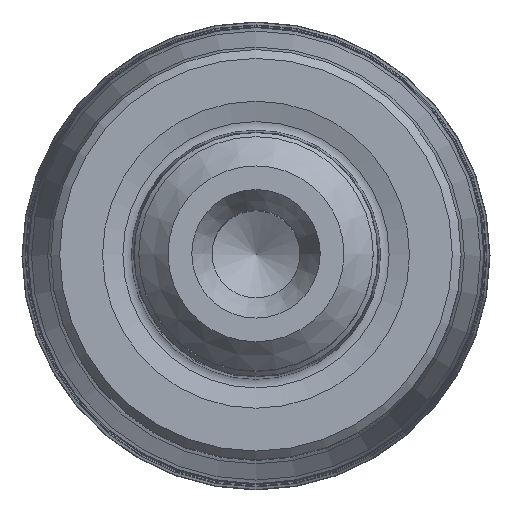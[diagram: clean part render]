
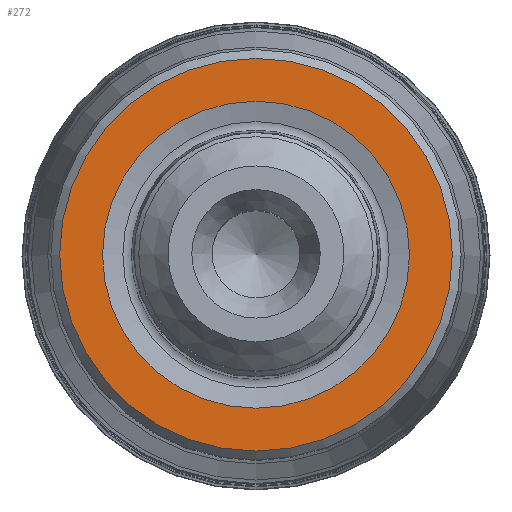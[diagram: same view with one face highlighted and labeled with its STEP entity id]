
A CAD part, top view. The second image highlights one B-rep face of the part: STEP entity #272.
In plain terms, the highlighted planar face has unit normal (0, 0, 1).
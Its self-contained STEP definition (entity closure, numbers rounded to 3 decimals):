
#234=PLANE('',#1177);
#272=ADVANCED_FACE('',(#383,#384),#234,.F.);
#383=FACE_BOUND('',#558,.T.);
#384=FACE_BOUND('',#559,.T.);
#558=EDGE_LOOP('',(#732));
#559=EDGE_LOOP('',(#733));
#732=ORIENTED_EDGE('',*,*,#982,.T.);
#733=ORIENTED_EDGE('',*,*,#968,.T.);
#880=VERTEX_POINT('',#1570);
#894=VERTEX_POINT('',#1608);
#968=EDGE_CURVE('',#880,#880,#1055,.T.);
#982=EDGE_CURVE('',#894,#894,#1069,.T.);
#1055=CIRCLE('',#1152,5.238);
#1069=CIRCLE('',#1176,6.7);
#1152=AXIS2_PLACEMENT_3D('',#1569,#1289,#1290);
#1176=AXIS2_PLACEMENT_3D('',#1607,#1337,#1338);
#1177=AXIS2_PLACEMENT_3D('',#1609,#1339,#1340);
#1289=DIRECTION('',(0.,0.,-1.));
#1290=DIRECTION('',(-1.,0.,0.));
#1337=DIRECTION('',(0.,0.,1.));
#1338=DIRECTION('',(-1.,0.,0.));
#1339=DIRECTION('',(0.,0.,-1.));
#1340=DIRECTION('',(-1.,0.,0.));
#1569=CARTESIAN_POINT('',(0.,0.,0.));
#1570=CARTESIAN_POINT('',(-5.238,0.,0.));
#1607=CARTESIAN_POINT('',(0.,0.,0.));
#1608=CARTESIAN_POINT('',(-6.7,0.,0.));
#1609=CARTESIAN_POINT('',(0.,0.,0.));
